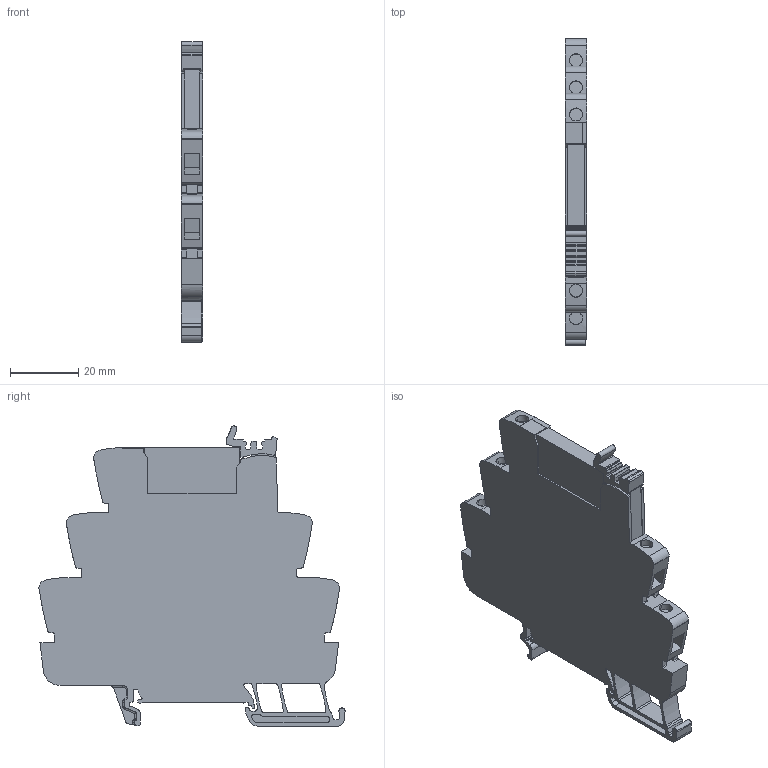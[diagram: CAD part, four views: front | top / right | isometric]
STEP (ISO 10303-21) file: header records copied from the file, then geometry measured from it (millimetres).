
FILE_DESCRIPTION(('CATIA V5 STEP Exchange','CAx-IF Rec.Pracs.--- Model Styling and Organization---1.5--- 2016-08-15','CAx-IF Rec.Pracs.---Supplemental Geometry---1.0---2011-11-01','CAx-IF Rec.Pracs.--- Composite Materials ---1.1---2010-07-15'),'2;1');
FILE_NAME ('6238300_6', '2025-09-23T06:44:35+00:00', ('none'), ('Weidmueller'), 'CATIA Version 5-6 Release 2024 SP4', 'CATIA V5 STEP AP214 v3', 'none');
FILE_SCHEMA(('AUTOMOTIVE_DESIGN { 1 0 10303 214 1 1 1 1 }'));
Length unit declared in the file: millimetre
Products named in the file (1): S3D_TRS_XXX_DC_1CO
Bounding box: 6.4 x 89.55 x 87.83 mm (x, y, z)
Volume: 31419.1 mm3; surface area: 17261.1 mm2
Topology: 9 solids, 9 shells, 482 faces, 1522 edges, 1063 vertices
Faces by surface type: plane 268, cylinder 192, torus 10, sphere 8, bspline 2, extrusion 2
Entity records: 16969 total; most frequent: CARTESIAN_POINT 3933, ORIENTED_EDGE 3024, DIRECTION 2177, EDGE_CURVE 1512, VERTEX_POINT 1063, VECTOR 1036, LINE 1034, AXIS2_PLACEMENT_3D 757
